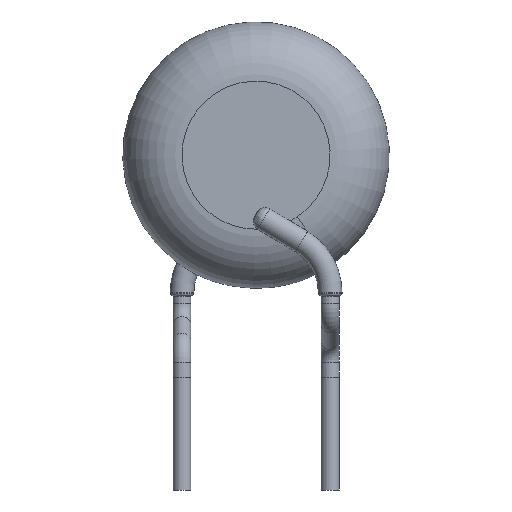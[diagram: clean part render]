
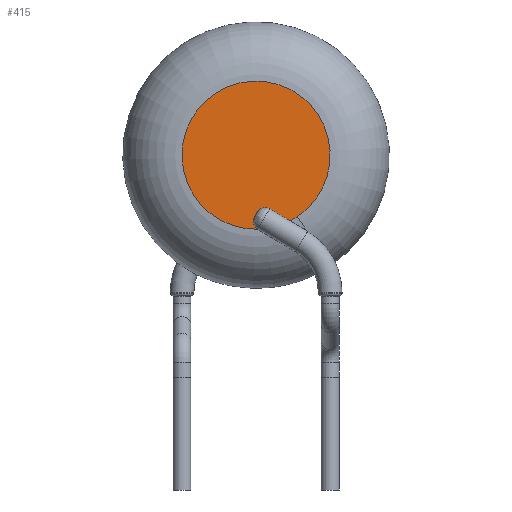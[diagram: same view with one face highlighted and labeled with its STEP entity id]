
A CAD part, front view. The second image highlights one B-rep face of the part: STEP entity #415.
In plain terms, the highlighted planar face has unit normal (0, -1, 0).
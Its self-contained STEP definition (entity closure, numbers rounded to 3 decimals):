
#15=LINE($,#798,#21);
#16=LINE($,#800,#22);
#17=LINE($,#802,#23);
#21=VECTOR($,#572,0.004);
#22=VECTOR($,#575,0.797);
#23=VECTOR($,#578,0.2);
#47=PLANE($,#480);
#100=FACE_OUTER_BOUND($,#146,.T.);
#146=EDGE_LOOP($,(#341,#342,#343,#344,#345,#346));
#184=CIRCLE($,#462,2.5);
#188=CIRCLE($,#469,0.3);
#190=CIRCLE($,#471,0.3);
#221=VERTEX_POINT($,#724);
#224=VERTEX_POINT($,#755);
#228=VERTEX_POINT($,#789);
#229=VERTEX_POINT($,#790);
#230=VERTEX_POINT($,#792);
#231=VERTEX_POINT($,#794);
#262=EDGE_CURVE($,#224,#221,#184,.T.);
#266=EDGE_CURVE($,#228,#229,#188,.F.);
#268=EDGE_CURVE($,#230,#231,#190,.F.);
#270=EDGE_CURVE($,#224,#229,#15,.T.);
#272=EDGE_CURVE($,#230,#221,#16,.T.);
#273=EDGE_CURVE($,#228,#231,#17,.T.);
#341=ORIENTED_EDGE($,*,*,#272,.T.);
#342=ORIENTED_EDGE($,*,*,#262,.F.);
#343=ORIENTED_EDGE($,*,*,#270,.T.);
#344=ORIENTED_EDGE($,*,*,#266,.F.);
#345=ORIENTED_EDGE($,*,*,#273,.T.);
#346=ORIENTED_EDGE($,*,*,#268,.F.);
#415=ADVANCED_FACE($,(#100),#47,.T.);
#462=AXIS2_PLACEMENT_3D($,#764,#548,#549);
#469=AXIS2_PLACEMENT_3D($,#791,#562,#563);
#471=AXIS2_PLACEMENT_3D($,#795,#566,#567);
#480=AXIS2_PLACEMENT_3D($,#814,#590,#591);
#548=DIRECTION('center_axis',(0.,1.,0.));
#549=DIRECTION('ref_axis',(1.,0.,0.));
#562=DIRECTION('center_axis',(0.,1.,0.));
#563=DIRECTION('ref_axis',(-0.514,0.,-0.857));
#566=DIRECTION('center_axis',(0.,1.,0.));
#567=DIRECTION('ref_axis',(0.514,0.,0.857));
#572=DIRECTION($,(-0.857,0.,0.514));
#575=DIRECTION($,(0.857,0.,-0.514));
#578=DIRECTION($,(0.514,0.,0.857));
#590=DIRECTION('center_axis',(0.,-1.,0.));
#591=DIRECTION('ref_axis',(1.,0.,0.));
#724=CARTESIAN_POINT('',(1.147,-2.,5.278));
#755=CARTESIAN_POINT('',(0.055,-2.,5.001));
#764=CARTESIAN_POINT('Origin',(0.,-2.,7.5));
#789=CARTESIAN_POINT('',(-0.051,-2.,5.414));
#790=CARTESIAN_POINT('',(0.051,-2.,5.003));
#791=CARTESIAN_POINT('Origin',(0.206,-2.,5.26));
#792=CARTESIAN_POINT('',(0.463,-2.,5.689));
#794=CARTESIAN_POINT('',(0.051,-2.,5.586));
#795=CARTESIAN_POINT('Origin',(0.309,-2.,5.431));
#798=CARTESIAN_POINT($,(1.323,-2.,4.24));
#800=CARTESIAN_POINT($,(1.735,-2.,4.926));
#802=CARTESIAN_POINT($,(0.441,-2.,6.235));
#814=CARTESIAN_POINT('Origin',(0.,-2.,7.5));
